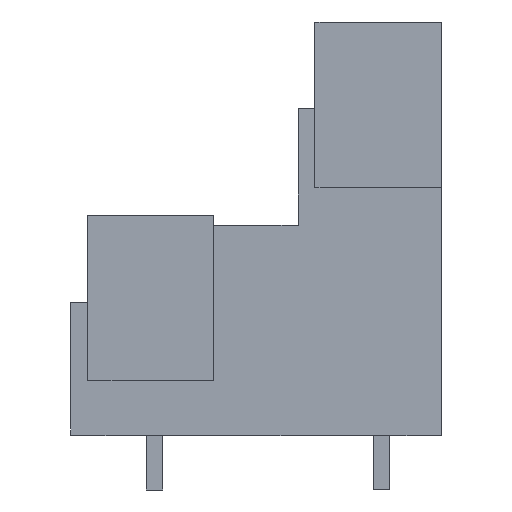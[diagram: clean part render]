
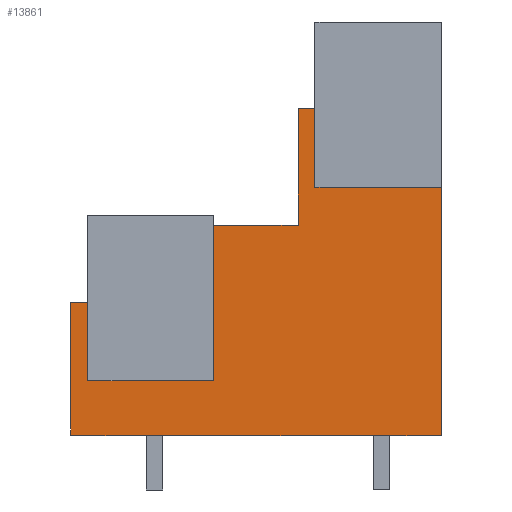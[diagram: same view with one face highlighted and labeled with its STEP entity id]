
A CAD part, left-side view. The second image highlights one B-rep face of the part: STEP entity #13861.
In plain terms, the highlighted planar face has unit normal (-1, 0, 0).
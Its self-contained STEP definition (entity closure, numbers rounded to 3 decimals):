
#13746=AXIS2_PLACEMENT_3D('Plane Axis2P3D',#13743,#13744,#13745) ;
#11616=CARTESIAN_POINT('Vertex',(0.7,7.5,22.6)) ;
#11619=CARTESIAN_POINT('Line Origine',(0.7,7.5,20.275)) ;
#11623=CARTESIAN_POINT('Vertex',(0.7,7.5,17.95)) ;
#12088=CARTESIAN_POINT('Vertex',(0.7,0.,17.95)) ;
#12091=CARTESIAN_POINT('Line Origine',(0.7,0.,10.575)) ;
#12095=CARTESIAN_POINT('Vertex',(0.7,0.,3.2)) ;
#13727=CARTESIAN_POINT('Vertex',(0.7,8.5,22.6)) ;
#13730=CARTESIAN_POINT('Line Origine',(0.7,8.,22.6)) ;
#13743=CARTESIAN_POINT('Axis2P3D Location',(0.7,0.,3.6)) ;
#13748=CARTESIAN_POINT('Line Origine',(0.7,17.,3.2)) ;
#13752=CARTESIAN_POINT('Vertex',(0.7,15.,3.2)) ;
#13754=CARTESIAN_POINT('Vertex',(0.7,19.,3.2)) ;
#13757=CARTESIAN_POINT('Line Origine',(0.7,10.5,3.2)) ;
#13761=CARTESIAN_POINT('Vertex',(0.7,6.,3.2)) ;
#13764=CARTESIAN_POINT('Line Origine',(0.7,4.5,3.2)) ;
#13768=CARTESIAN_POINT('Vertex',(0.7,3.,3.2)) ;
#13771=CARTESIAN_POINT('Line Origine',(0.7,1.5,3.2)) ;
#13776=CARTESIAN_POINT('Line Origine',(0.7,3.75,17.95)) ;
#13781=CARTESIAN_POINT('Line Origine',(0.7,8.5,19.15)) ;
#13785=CARTESIAN_POINT('Vertex',(0.7,8.5,15.7)) ;
#13788=CARTESIAN_POINT('Line Origine',(0.7,11.013,15.7)) ;
#13792=CARTESIAN_POINT('Vertex',(0.7,13.525,15.7)) ;
#13795=CARTESIAN_POINT('Line Origine',(0.7,13.525,11.075)) ;
#13799=CARTESIAN_POINT('Vertex',(0.7,13.525,6.45)) ;
#13802=CARTESIAN_POINT('Line Origine',(0.7,17.25,6.45)) ;
#13806=CARTESIAN_POINT('Vertex',(0.7,20.975,6.45)) ;
#13809=CARTESIAN_POINT('Line Origine',(0.7,20.975,8.775)) ;
#13813=CARTESIAN_POINT('Vertex',(0.7,20.975,11.1)) ;
#13816=CARTESIAN_POINT('Line Origine',(0.7,21.487,11.1)) ;
#13820=CARTESIAN_POINT('Vertex',(0.7,22.,11.1)) ;
#13823=CARTESIAN_POINT('Line Origine',(0.7,22.,7.35)) ;
#13827=CARTESIAN_POINT('Vertex',(0.7,22.,3.6)) ;
#13830=CARTESIAN_POINT('Line Origine',(0.7,22.,3.4)) ;
#13834=CARTESIAN_POINT('Vertex',(0.7,22.,3.2)) ;
#13837=CARTESIAN_POINT('Line Origine',(0.7,20.5,3.2)) ;
#11620=DIRECTION('Vector Direction',(0.,0.,-1.)) ;
#12092=DIRECTION('Vector Direction',(0.,0.,1.)) ;
#13731=DIRECTION('Vector Direction',(0.,1.,0.)) ;
#13744=DIRECTION('Axis2P3D Direction',(-1.,0.,0.)) ;
#13745=DIRECTION('Axis2P3D XDirection',(0.,0.,-1.)) ;
#13749=DIRECTION('Vector Direction',(0.,-1.,0.)) ;
#13758=DIRECTION('Vector Direction',(0.,-1.,0.)) ;
#13765=DIRECTION('Vector Direction',(0.,-1.,0.)) ;
#13772=DIRECTION('Vector Direction',(0.,-1.,0.)) ;
#13777=DIRECTION('Vector Direction',(0.,-1.,0.)) ;
#13782=DIRECTION('Vector Direction',(0.,0.,-1.)) ;
#13789=DIRECTION('Vector Direction',(0.,1.,0.)) ;
#13796=DIRECTION('Vector Direction',(0.,0.,-1.)) ;
#13803=DIRECTION('Vector Direction',(0.,-1.,0.)) ;
#13810=DIRECTION('Vector Direction',(0.,0.,-1.)) ;
#13817=DIRECTION('Vector Direction',(0.,1.,0.)) ;
#13824=DIRECTION('Vector Direction',(0.,0.,1.)) ;
#13831=DIRECTION('Vector Direction',(0.,0.,-1.)) ;
#13838=DIRECTION('Vector Direction',(0.,-1.,0.)) ;
#11621=VECTOR('Line Direction',#11620,1.) ;
#12093=VECTOR('Line Direction',#12092,1.) ;
#13732=VECTOR('Line Direction',#13731,1.) ;
#13750=VECTOR('Line Direction',#13749,1.) ;
#13759=VECTOR('Line Direction',#13758,1.) ;
#13766=VECTOR('Line Direction',#13765,1.) ;
#13773=VECTOR('Line Direction',#13772,1.) ;
#13778=VECTOR('Line Direction',#13777,1.) ;
#13783=VECTOR('Line Direction',#13782,1.) ;
#13790=VECTOR('Line Direction',#13789,1.) ;
#13797=VECTOR('Line Direction',#13796,1.) ;
#13804=VECTOR('Line Direction',#13803,1.) ;
#13811=VECTOR('Line Direction',#13810,1.) ;
#13818=VECTOR('Line Direction',#13817,1.) ;
#13825=VECTOR('Line Direction',#13824,1.) ;
#13832=VECTOR('Line Direction',#13831,1.) ;
#13839=VECTOR('Line Direction',#13838,1.) ;
#13843=ORIENTED_EDGE('',*,*,#13756,.F.) ;
#13844=ORIENTED_EDGE('',*,*,#13763,.T.) ;
#13845=ORIENTED_EDGE('',*,*,#13770,.F.) ;
#13846=ORIENTED_EDGE('',*,*,#13775,.T.) ;
#13847=ORIENTED_EDGE('',*,*,#12097,.T.) ;
#13848=ORIENTED_EDGE('',*,*,#13780,.F.) ;
#13849=ORIENTED_EDGE('',*,*,#11625,.F.) ;
#13850=ORIENTED_EDGE('',*,*,#13734,.T.) ;
#13851=ORIENTED_EDGE('',*,*,#13787,.T.) ;
#13852=ORIENTED_EDGE('',*,*,#13794,.T.) ;
#13853=ORIENTED_EDGE('',*,*,#13801,.T.) ;
#13854=ORIENTED_EDGE('',*,*,#13808,.F.) ;
#13855=ORIENTED_EDGE('',*,*,#13815,.F.) ;
#13856=ORIENTED_EDGE('',*,*,#13822,.T.) ;
#13857=ORIENTED_EDGE('',*,*,#13829,.F.) ;
#13858=ORIENTED_EDGE('',*,*,#13836,.F.) ;
#13859=ORIENTED_EDGE('',*,*,#13841,.T.) ;
#13861=ADVANCED_FACE('Model',(#13860),#13747,.T.) ;
#11625=EDGE_CURVE('',#11617,#11624,#11622,.T.) ;
#12097=EDGE_CURVE('',#12096,#12089,#12094,.T.) ;
#13734=EDGE_CURVE('',#11617,#13728,#13733,.T.) ;
#13756=EDGE_CURVE('',#13753,#13755,#13751,.F.) ;
#13763=EDGE_CURVE('',#13753,#13762,#13760,.T.) ;
#13770=EDGE_CURVE('',#13769,#13762,#13767,.F.) ;
#13775=EDGE_CURVE('',#13769,#12096,#13774,.T.) ;
#13780=EDGE_CURVE('',#11624,#12089,#13779,.T.) ;
#13787=EDGE_CURVE('',#13728,#13786,#13784,.T.) ;
#13794=EDGE_CURVE('',#13786,#13793,#13791,.T.) ;
#13801=EDGE_CURVE('',#13793,#13800,#13798,.T.) ;
#13808=EDGE_CURVE('',#13807,#13800,#13805,.T.) ;
#13815=EDGE_CURVE('',#13814,#13807,#13812,.T.) ;
#13822=EDGE_CURVE('',#13814,#13821,#13819,.T.) ;
#13829=EDGE_CURVE('',#13828,#13821,#13826,.T.) ;
#13836=EDGE_CURVE('',#13835,#13828,#13833,.F.) ;
#13841=EDGE_CURVE('',#13835,#13755,#13840,.T.) ;
#13842=EDGE_LOOP('',(#13843,#13844,#13845,#13846,#13847,#13848,#13849,#13850,#13851,#13852,#13853,#13854,#13855,#13856,#13857,#13858,#13859)) ;
#13860=FACE_OUTER_BOUND('',#13842,.T.) ;
#11622=LINE('Line',#11619,#11621) ;
#12094=LINE('Line',#12091,#12093) ;
#13733=LINE('Line',#13730,#13732) ;
#13751=LINE('Line',#13748,#13750) ;
#13760=LINE('Line',#13757,#13759) ;
#13767=LINE('Line',#13764,#13766) ;
#13774=LINE('Line',#13771,#13773) ;
#13779=LINE('Line',#13776,#13778) ;
#13784=LINE('Line',#13781,#13783) ;
#13791=LINE('Line',#13788,#13790) ;
#13798=LINE('Line',#13795,#13797) ;
#13805=LINE('Line',#13802,#13804) ;
#13812=LINE('Line',#13809,#13811) ;
#13819=LINE('Line',#13816,#13818) ;
#13826=LINE('Line',#13823,#13825) ;
#13833=LINE('Line',#13830,#13832) ;
#13840=LINE('Line',#13837,#13839) ;
#13747=PLANE('',#13746) ;
#11617=VERTEX_POINT('',#11616) ;
#11624=VERTEX_POINT('',#11623) ;
#12089=VERTEX_POINT('',#12088) ;
#12096=VERTEX_POINT('',#12095) ;
#13728=VERTEX_POINT('',#13727) ;
#13753=VERTEX_POINT('',#13752) ;
#13755=VERTEX_POINT('',#13754) ;
#13762=VERTEX_POINT('',#13761) ;
#13769=VERTEX_POINT('',#13768) ;
#13786=VERTEX_POINT('',#13785) ;
#13793=VERTEX_POINT('',#13792) ;
#13800=VERTEX_POINT('',#13799) ;
#13807=VERTEX_POINT('',#13806) ;
#13814=VERTEX_POINT('',#13813) ;
#13821=VERTEX_POINT('',#13820) ;
#13828=VERTEX_POINT('',#13827) ;
#13835=VERTEX_POINT('',#13834) ;
